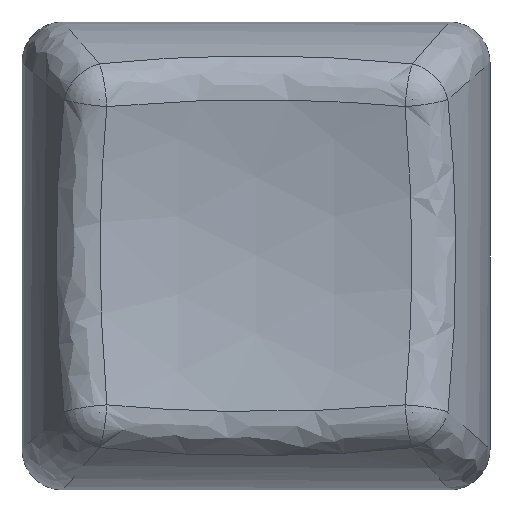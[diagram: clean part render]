
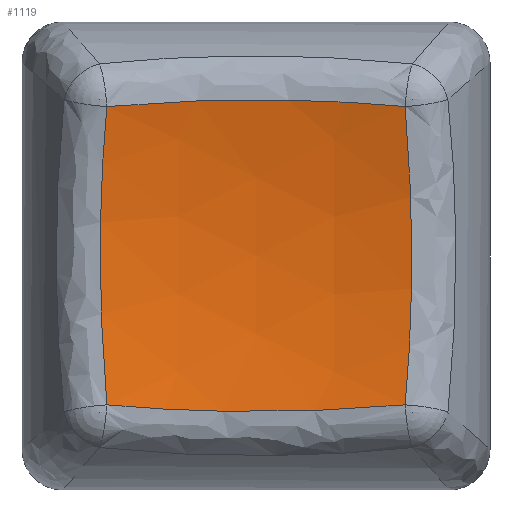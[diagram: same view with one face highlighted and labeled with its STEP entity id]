
A CAD part, top view. The second image highlights one B-rep face of the part: STEP entity #1119.
In plain terms, the highlighted spherical face has radius 32.385 mm.
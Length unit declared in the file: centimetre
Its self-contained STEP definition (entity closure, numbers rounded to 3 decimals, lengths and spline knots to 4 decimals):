
#21=SPHERICAL_SURFACE('',#1237,3.2385);
#86=B_SPLINE_CURVE_WITH_KNOTS('',3,(#2076,#2077,#2078,#2079,#2080),
 .UNSPECIFIED.,.F.,.F.,(4,1,4),(0.3127,1.0137,1.5394),
 .UNSPECIFIED.);
#87=B_SPLINE_CURVE_WITH_KNOTS('',3,(#2082,#2083,#2084,#2085,#2086),
 .UNSPECIFIED.,.F.,.F.,(4,1,4),(0.3117,0.8368,1.5369),
 .UNSPECIFIED.);
#88=B_SPLINE_CURVE_WITH_KNOTS('',3,(#2088,#2089,#2090,#2091,#2092),
 .UNSPECIFIED.,.F.,.F.,(4,1,4),(0.3125,0.8382,1.5391),
 .UNSPECIFIED.);
#89=B_SPLINE_CURVE_WITH_KNOTS('',3,(#2093,#2094,#2095,#2096,#2097),
 .UNSPECIFIED.,.F.,.F.,(4,1,4),(0.3127,0.8384,1.5393),
 .UNSPECIFIED.);
#211=FACE_OUTER_BOUND('',#282,.T.);
#282=EDGE_LOOP('',(#940,#941,#942,#943));
#534=VERTEX_POINT('',#2074);
#535=VERTEX_POINT('',#2075);
#536=VERTEX_POINT('',#2081);
#537=VERTEX_POINT('',#2087);
#678=EDGE_CURVE('',#534,#535,#86,.T.);
#679=EDGE_CURVE('',#536,#534,#87,.T.);
#680=EDGE_CURVE('',#537,#536,#88,.T.);
#681=EDGE_CURVE('',#535,#537,#89,.T.);
#940=ORIENTED_EDGE('',*,*,#678,.F.);
#941=ORIENTED_EDGE('',*,*,#679,.F.);
#942=ORIENTED_EDGE('',*,*,#680,.F.);
#943=ORIENTED_EDGE('',*,*,#681,.F.);
#1119=ADVANCED_FACE('',(#211),#21,.F.);
#1237=AXIS2_PLACEMENT_3D('',#2073,#1522,#1523);
#1522=DIRECTION('center_axis',(1.,0.,0.));
#1523=DIRECTION('ref_axis',(0.,-1.,0.));
#2073=CARTESIAN_POINT('Origin',(6.6675,2.8575,3.8367));
#2074=CARTESIAN_POINT('',(7.2504,3.4404,0.7049));
#2075=CARTESIAN_POINT('',(7.2504,2.2746,0.7049));
#2076=CARTESIAN_POINT('Ctrl Pts',(7.2504,3.4404,0.7049));
#2077=CARTESIAN_POINT('Ctrl Pts',(7.2711,3.2217,0.668));
#2078=CARTESIAN_POINT('Ctrl Pts',(7.284,2.8278,0.6393));
#2079=CARTESIAN_POINT('Ctrl Pts',(7.2659,2.4391,0.6772));
#2080=CARTESIAN_POINT('Ctrl Pts',(7.2504,2.2746,0.7049));
#2081=CARTESIAN_POINT('',(6.0846,3.4404,0.7049));
#2082=CARTESIAN_POINT('Ctrl Pts',(6.0846,3.4404,0.7049));
#2083=CARTESIAN_POINT('Ctrl Pts',(6.2492,3.456,0.6772));
#2084=CARTESIAN_POINT('Ctrl Pts',(6.6393,3.4739,0.6394));
#2085=CARTESIAN_POINT('Ctrl Pts',(7.0309,3.4611,0.6679));
#2086=CARTESIAN_POINT('Ctrl Pts',(7.2504,3.4404,0.7049));
#2087=CARTESIAN_POINT('',(6.0846,2.2746,0.7049));
#2088=CARTESIAN_POINT('Ctrl Pts',(6.0846,2.2746,0.7049));
#2089=CARTESIAN_POINT('Ctrl Pts',(6.0691,2.4391,0.6772));
#2090=CARTESIAN_POINT('Ctrl Pts',(6.051,2.8278,0.6393));
#2091=CARTESIAN_POINT('Ctrl Pts',(6.0639,3.2217,0.668));
#2092=CARTESIAN_POINT('Ctrl Pts',(6.0846,3.4404,0.7049));
#2093=CARTESIAN_POINT('Ctrl Pts',(7.2504,2.2746,0.7049));
#2094=CARTESIAN_POINT('Ctrl Pts',(7.0859,2.2591,0.6772));
#2095=CARTESIAN_POINT('Ctrl Pts',(6.6972,2.241,0.6393));
#2096=CARTESIAN_POINT('Ctrl Pts',(6.3033,2.2539,0.668));
#2097=CARTESIAN_POINT('Ctrl Pts',(6.0846,2.2746,0.7049));
